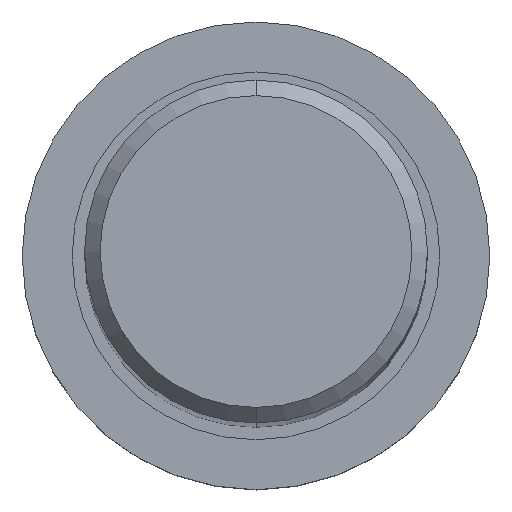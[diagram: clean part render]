
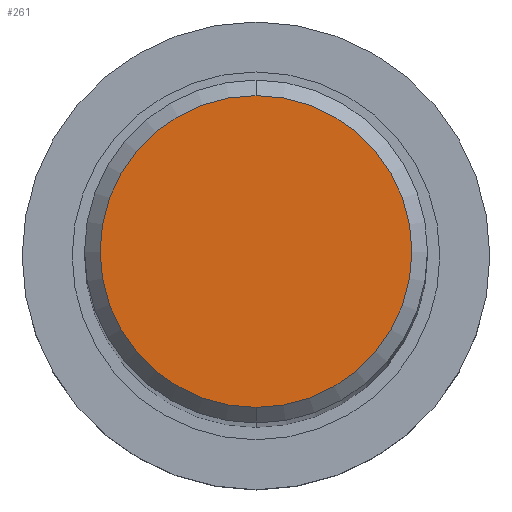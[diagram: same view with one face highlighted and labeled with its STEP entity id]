
A CAD part, top view. The second image highlights one B-rep face of the part: STEP entity #261.
In plain terms, the highlighted planar face has unit normal (0, 0, 1).
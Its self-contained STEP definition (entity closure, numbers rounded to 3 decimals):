
#261=ADVANCED_FACE('',(#607),#608,.T.);
#303=EDGE_CURVE('',#351,#395,#656,.T.);
#351=VERTEX_POINT('',#707);
#395=VERTEX_POINT('',#756);
#495=EDGE_CURVE('',#395,#351,#866,.T.);
#607=FACE_OUTER_BOUND('',#1126,.T.);
#608=PLANE('',#1127);
#656=CIRCLE('',#1271,10.0);
#707=CARTESIAN_POINT('',(0.,-10.0,0.0));
#756=CARTESIAN_POINT('',(0.0,10.0,0.0));
#866=CIRCLE('',#1714,10.0);
#1126=EDGE_LOOP('',(#1819,#1820));
#1127=AXIS2_PLACEMENT_3D('',#1821,#1822,#1823);
#1271=AXIS2_PLACEMENT_3D('',#1884,#1885,#1886);
#1714=AXIS2_PLACEMENT_3D('',#2106,#2107,#2108);
#1819=ORIENTED_EDGE('',*,*,#495,.F.);
#1820=ORIENTED_EDGE('',*,*,#303,.F.);
#1821=CARTESIAN_POINT('',(0.0,5.0,0.0));
#1822=DIRECTION('',(-0.0,0.0,1.0));
#1823=DIRECTION('',(0.0,-1.0,0.0));
#1884=CARTESIAN_POINT('',(0.0,0.0,0.0));
#1885=DIRECTION('',(0.0,0.0,-1.0));
#1886=DIRECTION('',(0.0,1.0,0.0));
#2106=CARTESIAN_POINT('',(0.0,0.0,0.0));
#2107=DIRECTION('',(0.0,0.0,-1.0));
#2108=DIRECTION('',(0.0,1.0,0.0));
